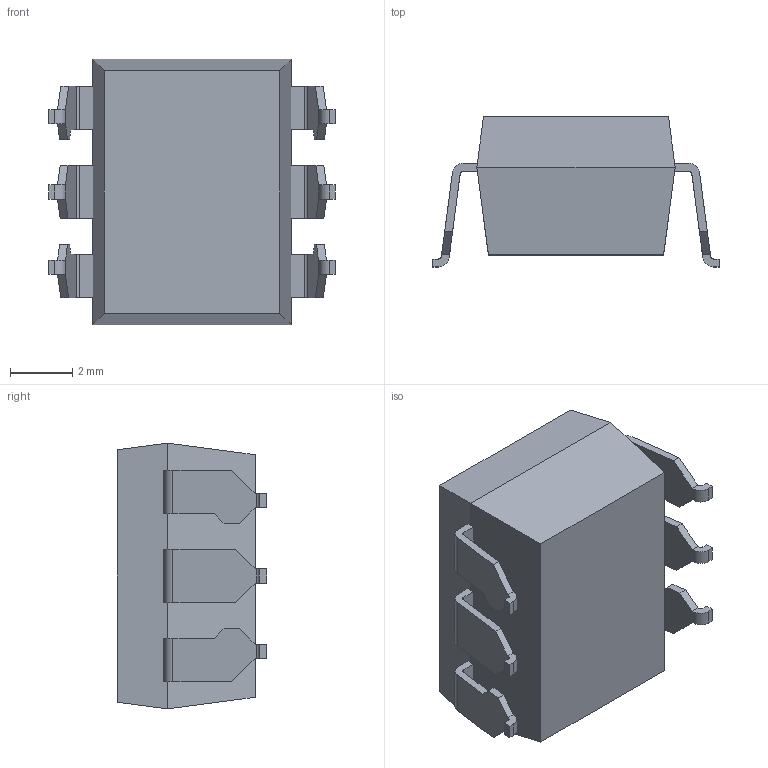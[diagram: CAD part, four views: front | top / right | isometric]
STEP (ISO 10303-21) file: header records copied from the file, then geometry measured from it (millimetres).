
FILE_DESCRIPTION(('CAx-IF Rec.Pracs.---Model Styling and Organization---1.5---2016-08-15','CAx-IF Rec.Pracs.---Geometric and Assembly Validation Properties---4.4---2016-08-17','CAx-IF Rec.Pracs.---User Defined Attributes---1.5---2016-08-15','CAx-IF Rec.Pracs.---External References---2.1---2005-01-19'),'2;1');
FILE_NAME('816122.step','2024-12-13T14:27:32',('Unspecified'),('Unspecified'),'CAD Exchanger 3.10.2 (cadexchanger.com)','Unspecified','');
FILE_SCHEMA(('AUTOMOTIVE_DESIGN { 1 0 10303 214 1 1 1 1 }'));
Length unit declared in the file: millimetre
Products named in the file (1): H11L1SM
Bounding box: 9.16 x 4.8 x 8.51 mm (x, y, z)
Volume: 226.7 mm3; surface area: 298 mm2
Topology: 8 solids, 8 shells, 139 faces, 362 edges, 240 vertices
Faces by surface type: plane 111, cylinder 28
Entity records: 4281 total; most frequent: CARTESIAN_POINT 742, ORIENTED_EDGE 724, DIRECTION 698, EDGE_CURVE 362, LINE 306, VECTOR 306, VERTEX_POINT 240, AXIS2_PLACEMENT_3D 196
